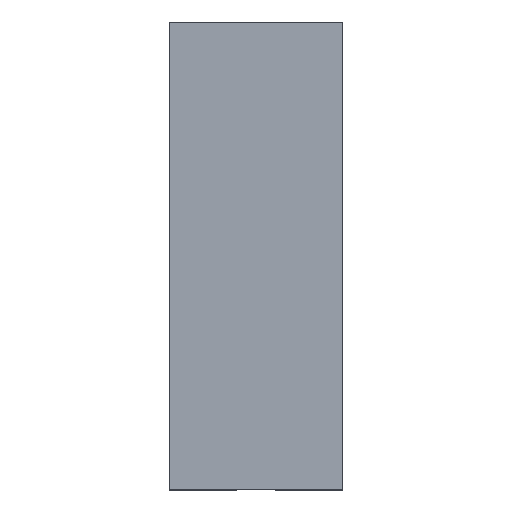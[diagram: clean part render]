
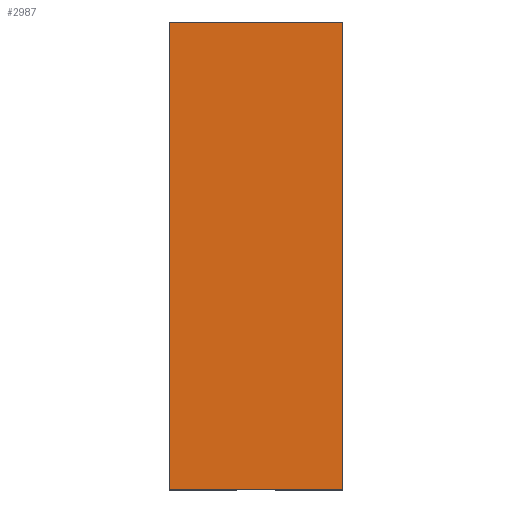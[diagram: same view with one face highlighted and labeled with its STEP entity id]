
A CAD part, top view. The second image highlights one B-rep face of the part: STEP entity #2987.
In plain terms, the highlighted planar face has unit normal (0, 0, 1).
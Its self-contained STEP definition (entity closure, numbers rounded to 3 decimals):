
#614=FACE_OUTER_BOUND('',#799,.T.);
#799=EDGE_LOOP('',(#2725,#2726,#2727,#2728));
#959=LINE('',#7048,#1123);
#960=LINE('',#7051,#1124);
#961=LINE('',#7053,#1125);
#962=LINE('',#7054,#1126);
#1123=VECTOR('',#4197,10.);
#1124=VECTOR('',#4200,10.);
#1125=VECTOR('',#4201,10.);
#1126=VECTOR('',#4202,10.);
#1403=VERTEX_POINT('',#7044);
#1404=VERTEX_POINT('',#7046);
#1405=VERTEX_POINT('',#7050);
#1406=VERTEX_POINT('',#7052);
#1848=EDGE_CURVE('',#1403,#1404,#959,.T.);
#1849=EDGE_CURVE('',#1405,#1403,#960,.T.);
#1850=EDGE_CURVE('',#1406,#1404,#961,.T.);
#1851=EDGE_CURVE('',#1405,#1406,#962,.T.);
#2725=ORIENTED_EDGE('',*,*,#1849,.T.);
#2726=ORIENTED_EDGE('',*,*,#1848,.T.);
#2727=ORIENTED_EDGE('',*,*,#1850,.F.);
#2728=ORIENTED_EDGE('',*,*,#1851,.F.);
#2808=PLANE('',#3357);
#2987=ADVANCED_FACE('',(#614),#2808,.T.);
#3357=AXIS2_PLACEMENT_3D('',#7049,#4198,#4199);
#4197=DIRECTION('',(0.,1.,0.));
#4198=DIRECTION('center_axis',(0.,0.,1.));
#4199=DIRECTION('ref_axis',(1.,0.,0.));
#4200=DIRECTION('',(1.,0.,0.));
#4201=DIRECTION('',(1.,0.,0.));
#4202=DIRECTION('',(0.,1.,0.));
#7044=CARTESIAN_POINT('',(32.5,0.,11.775));
#7046=CARTESIAN_POINT('',(32.5,175.,11.775));
#7048=CARTESIAN_POINT('',(32.5,0.,11.775));
#7049=CARTESIAN_POINT('Origin',(-32.5,0.,11.775));
#7050=CARTESIAN_POINT('',(-32.5,0.,11.775));
#7051=CARTESIAN_POINT('',(-32.5,0.,11.775));
#7052=CARTESIAN_POINT('',(-32.5,175.,11.775));
#7053=CARTESIAN_POINT('',(-32.5,175.,11.775));
#7054=CARTESIAN_POINT('',(-32.5,0.,11.775));
